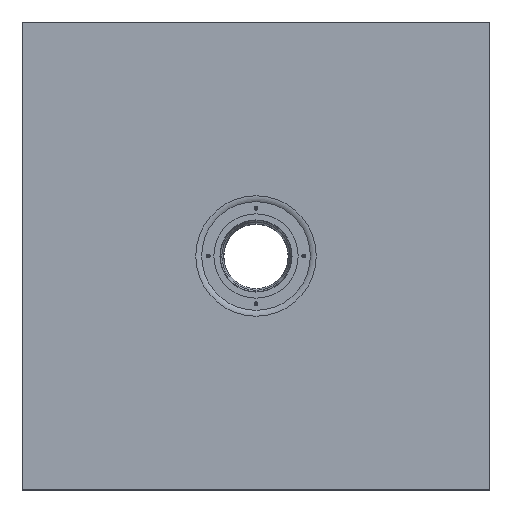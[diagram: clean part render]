
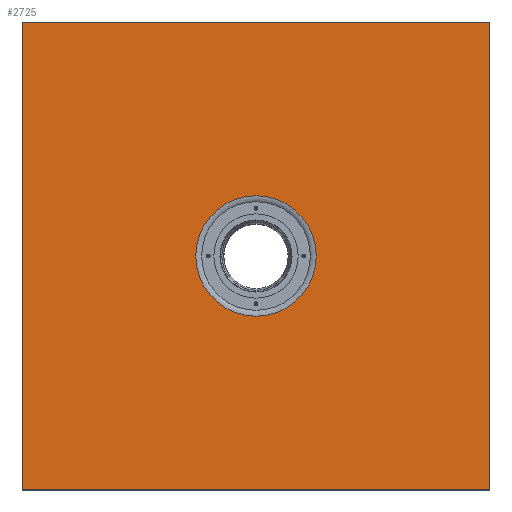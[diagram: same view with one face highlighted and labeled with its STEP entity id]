
A CAD part, top view. The second image highlights one B-rep face of the part: STEP entity #2725.
In plain terms, the highlighted planar face has unit normal (0, 0, 1).
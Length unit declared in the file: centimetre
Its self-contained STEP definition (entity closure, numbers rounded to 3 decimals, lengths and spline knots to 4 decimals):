
#203=FACE_BOUND('',#575,.T.);
#226=PLANE('',#3154);
#371=FACE_OUTER_BOUND('',#574,.T.);
#574=EDGE_LOOP('',(#2415,#2416,#2417,#2418));
#575=EDGE_LOOP('',(#2419));
#681=LINE('',#5170,#766);
#682=LINE('',#5172,#767);
#683=LINE('',#5174,#768);
#684=LINE('',#5175,#769);
#766=VECTOR('',#4091,1.);
#767=VECTOR('',#4092,1.);
#768=VECTOR('',#4093,1.);
#769=VECTOR('',#4094,1.);
#1029=CIRCLE('',#3155,64.3137);
#1298=VERTEX_POINT('',#5168);
#1299=VERTEX_POINT('',#5169);
#1300=VERTEX_POINT('',#5171);
#1301=VERTEX_POINT('',#5173);
#1302=VERTEX_POINT('',#5176);
#1675=EDGE_CURVE('',#1298,#1299,#681,.T.);
#1676=EDGE_CURVE('',#1300,#1298,#682,.T.);
#1677=EDGE_CURVE('',#1301,#1300,#683,.T.);
#1678=EDGE_CURVE('',#1299,#1301,#684,.T.);
#1679=EDGE_CURVE('',#1302,#1302,#1029,.T.);
#2415=ORIENTED_EDGE('',*,*,#1675,.F.);
#2416=ORIENTED_EDGE('',*,*,#1676,.F.);
#2417=ORIENTED_EDGE('',*,*,#1677,.F.);
#2418=ORIENTED_EDGE('',*,*,#1678,.F.);
#2419=ORIENTED_EDGE('',*,*,#1679,.T.);
#2725=ADVANCED_FACE('',(#371,#203),#226,.T.);
#3154=AXIS2_PLACEMENT_3D('',#5167,#4089,#4090);
#3155=AXIS2_PLACEMENT_3D('',#5177,#4095,#4096);
#4089=DIRECTION('center_axis',(0.,0.,1.));
#4090=DIRECTION('ref_axis',(1.,0.,0.));
#4091=DIRECTION('',(0.,1.,0.));
#4092=DIRECTION('',(-1.,0.,0.));
#4093=DIRECTION('',(0.,-1.,0.));
#4094=DIRECTION('',(1.,0.,0.));
#4095=DIRECTION('center_axis',(0.,0.,-1.));
#4096=DIRECTION('ref_axis',(0.,-1.,0.));
#5167=CARTESIAN_POINT('Origin',(734.2146,-83.0523,519.7705));
#5168=CARTESIAN_POINT('',(484.2146,-333.0523,519.7705));
#5169=CARTESIAN_POINT('',(484.2146,166.9477,519.7705));
#5170=CARTESIAN_POINT('',(484.2146,-83.0523,519.7705));
#5171=CARTESIAN_POINT('',(984.2146,-333.0523,519.7705));
#5172=CARTESIAN_POINT('',(734.2146,-333.0523,519.7705));
#5173=CARTESIAN_POINT('',(984.2146,166.9477,519.7705));
#5174=CARTESIAN_POINT('',(984.2146,-83.0523,519.7705));
#5175=CARTESIAN_POINT('',(734.2146,166.9477,519.7705));
#5176=CARTESIAN_POINT('',(669.9009,-83.0523,519.7705));
#5177=CARTESIAN_POINT('Origin',(734.2146,-83.0523,519.7705));
